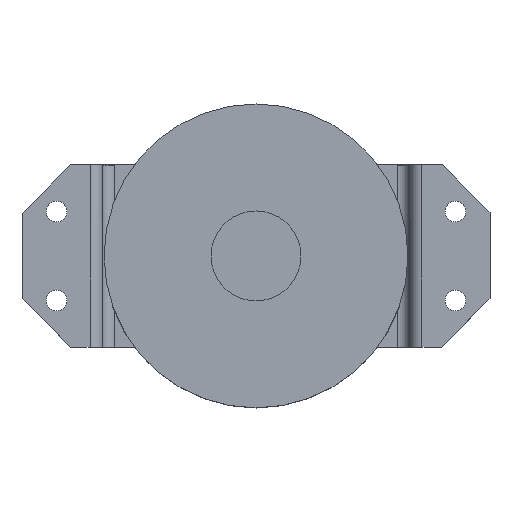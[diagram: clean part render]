
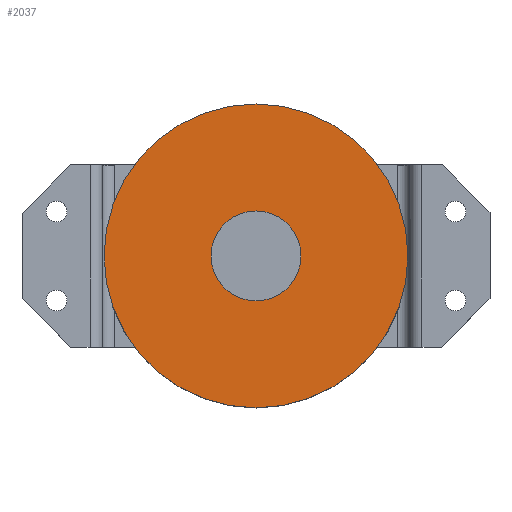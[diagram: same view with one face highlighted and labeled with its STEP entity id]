
A CAD part, top view. The second image highlights one B-rep face of the part: STEP entity #2037.
In plain terms, the highlighted planar face has unit normal (0, 0, 1).
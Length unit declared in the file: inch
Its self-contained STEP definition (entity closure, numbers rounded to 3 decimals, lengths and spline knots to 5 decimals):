
#108=FACE_BOUND('',#320,.T.);
#122=PLANE('',#2195);
#182=FACE_OUTER_BOUND('',#319,.T.);
#319=EDGE_LOOP('',(#1379));
#320=EDGE_LOOP('',(#1380));
#823=CIRCLE('',#2191,0.37);
#824=CIRCLE('',#2193,1.25);
#889=VERTEX_POINT('',#3071);
#890=VERTEX_POINT('',#3075);
#1068=EDGE_CURVE('',#889,#889,#823,.T.);
#1069=EDGE_CURVE('',#890,#890,#824,.T.);
#1379=ORIENTED_EDGE('',*,*,#1069,.T.);
#1380=ORIENTED_EDGE('',*,*,#1068,.T.);
#2037=ADVANCED_FACE('',(#182,#108),#122,.T.);
#2191=AXIS2_PLACEMENT_3D('',#3073,#2429,#2430);
#2193=AXIS2_PLACEMENT_3D('',#3076,#2433,#2434);
#2195=AXIS2_PLACEMENT_3D('',#3080,#2438,#2439);
#2429=DIRECTION('center_axis',(0.,0.,-1.));
#2430=DIRECTION('ref_axis',(1.,0.,0.));
#2433=DIRECTION('center_axis',(0.,0.,1.));
#2434=DIRECTION('ref_axis',(1.,0.,0.));
#2438=DIRECTION('center_axis',(0.,0.,1.));
#2439=DIRECTION('ref_axis',(1.,0.,0.));
#3071=CARTESIAN_POINT('',(-4.63,0.25,0.4));
#3073=CARTESIAN_POINT('Origin',(-4.26,0.25,0.4));
#3075=CARTESIAN_POINT('',(-5.51,0.25,0.4));
#3076=CARTESIAN_POINT('Origin',(-4.26,0.25,0.4));
#3080=CARTESIAN_POINT('Origin',(-4.26,0.25,0.4));
